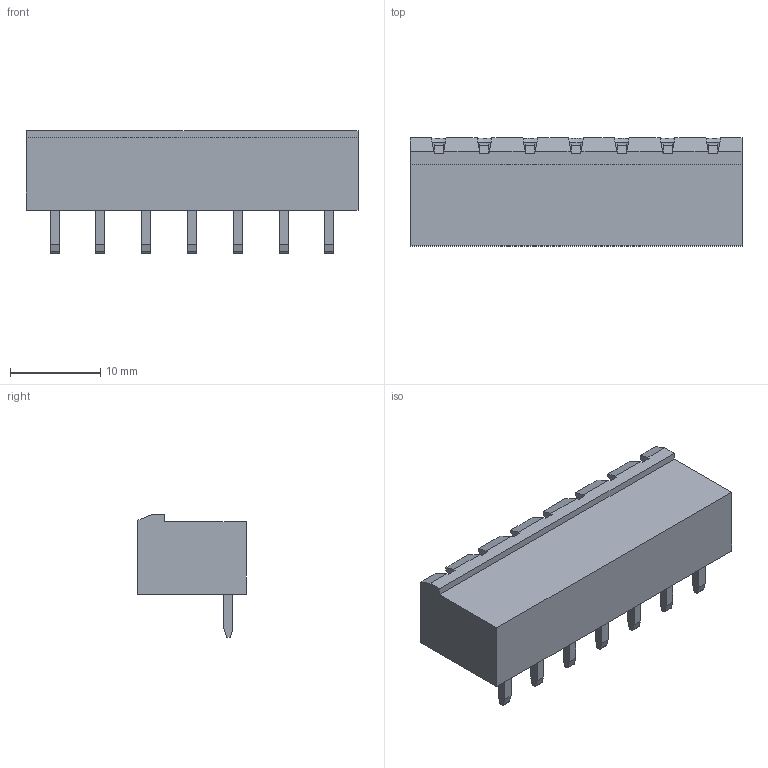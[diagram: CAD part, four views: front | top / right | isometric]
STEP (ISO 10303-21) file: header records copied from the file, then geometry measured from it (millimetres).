
FILE_DESCRIPTION (( 'STEP AP203' ), '1' );
FILE_NAME ('SOKETLI BASKILI DEVRE KLEMENSI - 5,08 MM ERKEK 90 KAPALI - 7 LI.STEP', '2018-09-12T06:30:04', ( 'user' ), ( '' ), 'SwSTEP 2.0', 'SolidWorks 2016', '' );
FILE_SCHEMA (( 'CONFIG_CONTROL_DESIGN' ));
Length unit declared in the file: millimetre
Products named in the file (1): SOKETLI BASKILI DEVRE KLEMENSI - 5,08 MM ERKEK 90 KAPALI - 7 LI
Bounding box: 36.86 x 12 x 13.6 mm (x, y, z)
Volume: 1756.4 mm3; surface area: 3307.7 mm2
Topology: 1 solids, 1 shells, 369 faces, 1003 edges, 664 vertices
Faces by surface type: plane 299, cylinder 63, cone 7
Entity records: 11603 total; most frequent: CARTESIAN_POINT 2079, ORIENTED_EDGE 2006, DIRECTION 1876, EDGE_CURVE 1003, LINE 842, VECTOR 842, VERTEX_POINT 664, AXIS2_PLACEMENT_3D 517
